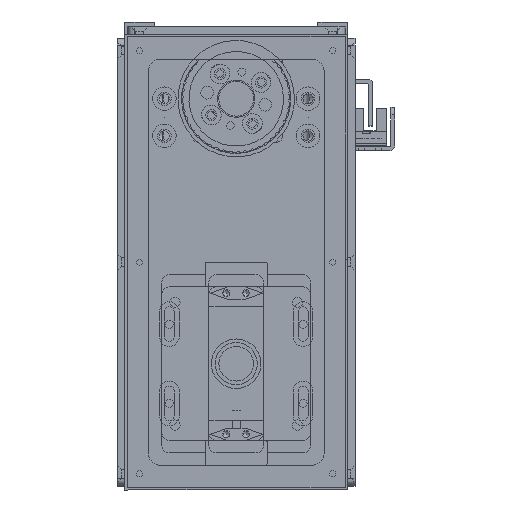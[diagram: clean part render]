
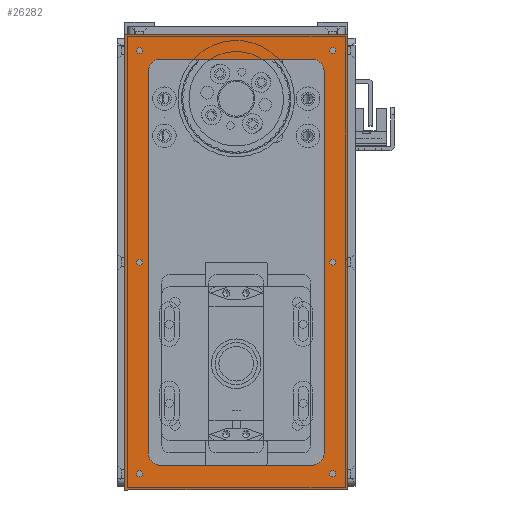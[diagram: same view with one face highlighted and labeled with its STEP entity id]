
A CAD part, left-side view. The second image highlights one B-rep face of the part: STEP entity #26282.
In plain terms, the highlighted face is planar.
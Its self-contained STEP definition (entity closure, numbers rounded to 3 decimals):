
#1063=FACE_BOUND('',#4602,.T.);
#1064=FACE_BOUND('',#4603,.T.);
#1065=FACE_BOUND('',#4604,.T.);
#1066=FACE_BOUND('',#4605,.T.);
#1067=FACE_BOUND('',#4606,.T.);
#1068=FACE_BOUND('',#4607,.T.);
#1069=FACE_BOUND('',#4608,.T.);
#1653=PLANE('',#29172);
#2788=FACE_OUTER_BOUND('',#4601,.T.);
#4601=EDGE_LOOP('',(#22514,#22515,#22516,#22517));
#4602=EDGE_LOOP('',(#22518));
#4603=EDGE_LOOP('',(#22519));
#4604=EDGE_LOOP('',(#22520));
#4605=EDGE_LOOP('',(#22521));
#4606=EDGE_LOOP('',(#22522));
#4607=EDGE_LOOP('',(#22523));
#4608=EDGE_LOOP('',(#22524,#22525,#22526,#22527,#22528,#22529,#22530,#22531));
#6616=LINE('',#44420,#8683);
#6622=LINE('',#44435,#8689);
#6626=LINE('',#44447,#8693);
#6629=LINE('',#44456,#8696);
#6706=LINE('',#44725,#8773);
#6710=LINE('',#44733,#8777);
#6713=LINE('',#44739,#8780);
#6716=LINE('',#44744,#8783);
#8683=VECTOR('',#35685,10.);
#8689=VECTOR('',#35699,10.);
#8693=VECTOR('',#35711,10.);
#8696=VECTOR('',#35722,10.);
#8773=VECTOR('',#36003,10.);
#8777=VECTOR('',#36009,10.);
#8780=VECTOR('',#36014,10.);
#8783=VECTOR('',#36019,10.);
#10165=CIRCLE('',#29051,5.);
#10167=CIRCLE('',#29055,5.);
#10169=CIRCLE('',#29059,5.);
#10171=CIRCLE('',#29063,5.);
#10185=CIRCLE('',#29085,1.23);
#10187=CIRCLE('',#29088,1.23);
#10189=CIRCLE('',#29091,1.23);
#10191=CIRCLE('',#29094,1.23);
#10193=CIRCLE('',#29097,1.23);
#10195=CIRCLE('',#29100,1.23);
#12515=VERTEX_POINT('',#44410);
#12516=VERTEX_POINT('',#44411);
#12519=VERTEX_POINT('',#44419);
#12521=VERTEX_POINT('',#44425);
#12522=VERTEX_POINT('',#44426);
#12525=VERTEX_POINT('',#44437);
#12526=VERTEX_POINT('',#44438);
#12529=VERTEX_POINT('',#44449);
#12543=VERTEX_POINT('',#44494);
#12545=VERTEX_POINT('',#44500);
#12547=VERTEX_POINT('',#44506);
#12549=VERTEX_POINT('',#44512);
#12551=VERTEX_POINT('',#44518);
#12553=VERTEX_POINT('',#44524);
#12619=VERTEX_POINT('',#44723);
#12620=VERTEX_POINT('',#44724);
#12623=VERTEX_POINT('',#44732);
#12625=VERTEX_POINT('',#44738);
#15866=EDGE_CURVE('',#12515,#12516,#10165,.T.);
#15870=EDGE_CURVE('',#12519,#12516,#6616,.T.);
#15873=EDGE_CURVE('',#12521,#12522,#10167,.T.);
#15878=EDGE_CURVE('',#12515,#12522,#6622,.T.);
#15879=EDGE_CURVE('',#12525,#12526,#10169,.T.);
#15884=EDGE_CURVE('',#12521,#12526,#6626,.T.);
#15885=EDGE_CURVE('',#12519,#12529,#10171,.T.);
#15889=EDGE_CURVE('',#12525,#12529,#6629,.T.);
#15908=EDGE_CURVE('',#12543,#12543,#10185,.T.);
#15911=EDGE_CURVE('',#12545,#12545,#10187,.T.);
#15914=EDGE_CURVE('',#12547,#12547,#10189,.T.);
#15917=EDGE_CURVE('',#12549,#12549,#10191,.T.);
#15920=EDGE_CURVE('',#12551,#12551,#10193,.T.);
#15923=EDGE_CURVE('',#12553,#12553,#10195,.T.);
#16022=EDGE_CURVE('',#12619,#12620,#6706,.T.);
#16026=EDGE_CURVE('',#12623,#12619,#6710,.T.);
#16029=EDGE_CURVE('',#12625,#12623,#6713,.T.);
#16032=EDGE_CURVE('',#12620,#12625,#6716,.T.);
#22514=ORIENTED_EDGE('',*,*,#16032,.F.);
#22515=ORIENTED_EDGE('',*,*,#16022,.F.);
#22516=ORIENTED_EDGE('',*,*,#16026,.F.);
#22517=ORIENTED_EDGE('',*,*,#16029,.F.);
#22518=ORIENTED_EDGE('',*,*,#15908,.T.);
#22519=ORIENTED_EDGE('',*,*,#15911,.T.);
#22520=ORIENTED_EDGE('',*,*,#15914,.T.);
#22521=ORIENTED_EDGE('',*,*,#15917,.T.);
#22522=ORIENTED_EDGE('',*,*,#15920,.T.);
#22523=ORIENTED_EDGE('',*,*,#15923,.T.);
#22524=ORIENTED_EDGE('',*,*,#15870,.T.);
#22525=ORIENTED_EDGE('',*,*,#15866,.F.);
#22526=ORIENTED_EDGE('',*,*,#15878,.T.);
#22527=ORIENTED_EDGE('',*,*,#15873,.F.);
#22528=ORIENTED_EDGE('',*,*,#15884,.T.);
#22529=ORIENTED_EDGE('',*,*,#15879,.F.);
#22530=ORIENTED_EDGE('',*,*,#15889,.T.);
#22531=ORIENTED_EDGE('',*,*,#15885,.F.);
#26282=ADVANCED_FACE('',(#2788,#1063,#1064,#1065,#1066,#1067,#1068,#1069),
#1653,.T.);
#29051=AXIS2_PLACEMENT_3D('',#44412,#35677,#35678);
#29055=AXIS2_PLACEMENT_3D('',#44427,#35690,#35691);
#29059=AXIS2_PLACEMENT_3D('',#44439,#35702,#35703);
#29063=AXIS2_PLACEMENT_3D('',#44450,#35714,#35715);
#29085=AXIS2_PLACEMENT_3D('',#44495,#35767,#35768);
#29088=AXIS2_PLACEMENT_3D('',#44501,#35774,#35775);
#29091=AXIS2_PLACEMENT_3D('',#44507,#35781,#35782);
#29094=AXIS2_PLACEMENT_3D('',#44513,#35788,#35789);
#29097=AXIS2_PLACEMENT_3D('',#44519,#35795,#35796);
#29100=AXIS2_PLACEMENT_3D('',#44525,#35802,#35803);
#29172=AXIS2_PLACEMENT_3D('',#44747,#36023,#36024);
#35677=DIRECTION('center_axis',(0.,0.,1.));
#35678=DIRECTION('ref_axis',(0.707,0.707,0.));
#35685=DIRECTION('',(1.,0.,0.));
#35690=DIRECTION('center_axis',(0.,0.,1.));
#35691=DIRECTION('ref_axis',(0.707,-0.707,0.));
#35699=DIRECTION('',(0.,-1.,0.));
#35702=DIRECTION('center_axis',(0.,0.,1.));
#35703=DIRECTION('ref_axis',(-0.707,-0.707,0.));
#35711=DIRECTION('',(-1.,0.,0.));
#35714=DIRECTION('center_axis',(0.,0.,1.));
#35715=DIRECTION('ref_axis',(-0.707,0.707,0.));
#35722=DIRECTION('',(0.,1.,0.));
#35767=DIRECTION('center_axis',(0.,0.,-1.));
#35768=DIRECTION('ref_axis',(1.,0.,0.));
#35774=DIRECTION('center_axis',(0.,0.,-1.));
#35775=DIRECTION('ref_axis',(1.,0.,0.));
#35781=DIRECTION('center_axis',(0.,0.,-1.));
#35782=DIRECTION('ref_axis',(1.,0.,0.));
#35788=DIRECTION('center_axis',(0.,0.,-1.));
#35789=DIRECTION('ref_axis',(1.,0.,0.));
#35795=DIRECTION('center_axis',(0.,0.,-1.));
#35796=DIRECTION('ref_axis',(1.,0.,0.));
#35802=DIRECTION('center_axis',(0.,0.,-1.));
#35803=DIRECTION('ref_axis',(1.,0.,0.));
#36003=DIRECTION('',(0.,1.,0.));
#36009=DIRECTION('',(-1.,0.,0.));
#36014=DIRECTION('',(0.,-1.,0.));
#36019=DIRECTION('',(1.,0.,0.));
#36023=DIRECTION('center_axis',(0.,0.,1.));
#36024=DIRECTION('ref_axis',(1.,0.,0.));
#44410=CARTESIAN_POINT('',(82.,30.5,0.));
#44411=CARTESIAN_POINT('',(77.,35.5,0.));
#44412=CARTESIAN_POINT('Origin',(77.,30.5,0.));
#44419=CARTESIAN_POINT('',(-77.,35.5,0.));
#44420=CARTESIAN_POINT('',(-41.,35.5,0.));
#44425=CARTESIAN_POINT('',(77.,-35.5,0.));
#44426=CARTESIAN_POINT('',(82.,-30.5,0.));
#44427=CARTESIAN_POINT('Origin',(77.,-30.5,0.));
#44435=CARTESIAN_POINT('',(82.,17.75,0.));
#44437=CARTESIAN_POINT('',(-82.,-30.5,0.));
#44438=CARTESIAN_POINT('',(-77.,-35.5,0.));
#44439=CARTESIAN_POINT('Origin',(-77.,-30.5,0.));
#44447=CARTESIAN_POINT('',(41.,-35.5,0.));
#44449=CARTESIAN_POINT('',(-82.,30.5,0.));
#44450=CARTESIAN_POINT('Origin',(-77.,30.5,0.));
#44456=CARTESIAN_POINT('',(-82.,-17.75,0.));
#44494=CARTESIAN_POINT('',(84.271,39.,0.));
#44495=CARTESIAN_POINT('Origin',(85.5,39.,0.));
#44500=CARTESIAN_POINT('',(-1.23,-39.,0.));
#44501=CARTESIAN_POINT('Origin',(0.,-39.,0.));
#44506=CARTESIAN_POINT('',(-86.73,39.,0.));
#44507=CARTESIAN_POINT('Origin',(-85.5,39.,0.));
#44512=CARTESIAN_POINT('',(-86.73,-39.,0.));
#44513=CARTESIAN_POINT('Origin',(-85.5,-39.,0.));
#44518=CARTESIAN_POINT('',(84.271,-39.,0.));
#44519=CARTESIAN_POINT('Origin',(85.5,-39.,0.));
#44524=CARTESIAN_POINT('',(-1.23,39.,0.));
#44525=CARTESIAN_POINT('Origin',(0.,39.,0.));
#44723=CARTESIAN_POINT('',(-92.,-45.,0.));
#44724=CARTESIAN_POINT('',(-92.,45.,0.));
#44725=CARTESIAN_POINT('',(-92.,-45.,0.));
#44732=CARTESIAN_POINT('',(92.,-45.,0.));
#44733=CARTESIAN_POINT('',(92.,-45.,0.));
#44738=CARTESIAN_POINT('',(92.,45.,0.));
#44739=CARTESIAN_POINT('',(92.,45.,0.));
#44744=CARTESIAN_POINT('',(-92.,45.,0.));
#44747=CARTESIAN_POINT('Origin',(0.,0.,
0.));
